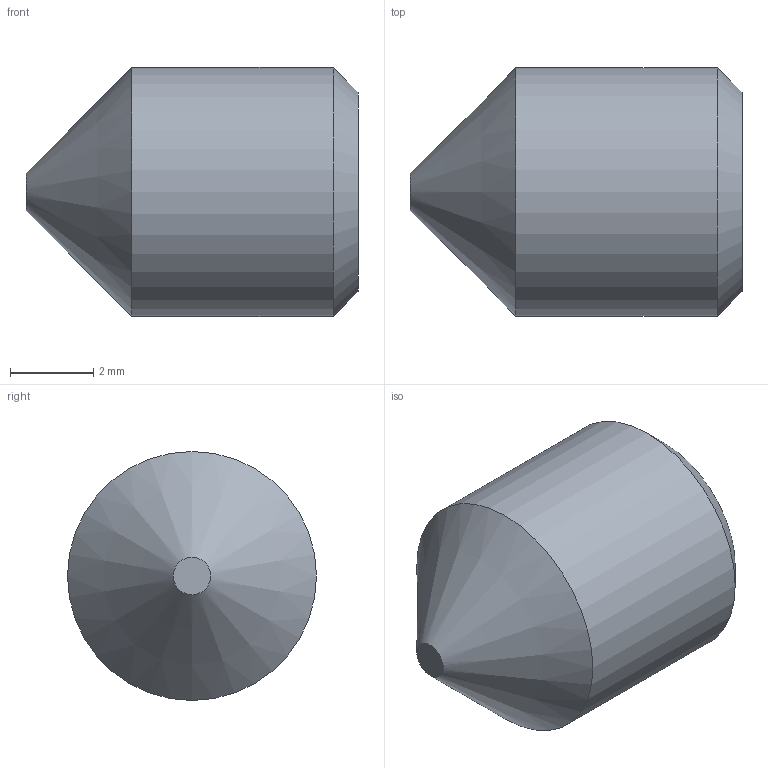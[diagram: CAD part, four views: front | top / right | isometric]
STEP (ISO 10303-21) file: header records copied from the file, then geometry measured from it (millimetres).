
FILE_DESCRIPTION (( 'STEP AP203' ), '1' );
FILE_NAME ('58307-240-8.step', '2019-12-13T13:01:58', ( '' ), ( '' ), 'SwSTEP 2.0', 'SolidWorks 2015', '' );
FILE_SCHEMA (( 'CONFIG_CONTROL_DESIGN' ));
Length unit declared in the file: millimetre
Products named in the file (2): 58307-240-8
Bounding box: 8 x 6 x 6 mm (x, y, z)
Volume: 151.8 mm3; surface area: 201.1 mm2
Topology: 1 solids, 1 shells, 158 faces, 411 edges, 275 vertices
Faces by surface type: bspline 87, plane 68, cone 2, cylinder 1
Full cylindrical faces by diameter (mm): 6 x1
Entity records: 10899 total; most frequent: CARTESIAN_POINT 7480, ORIENTED_EDGE 812, EDGE_CURVE 406, DIRECTION 382, VERTEX_POINT 272, VECTOR 228, LINE 228, EDGE_LOOP 180
